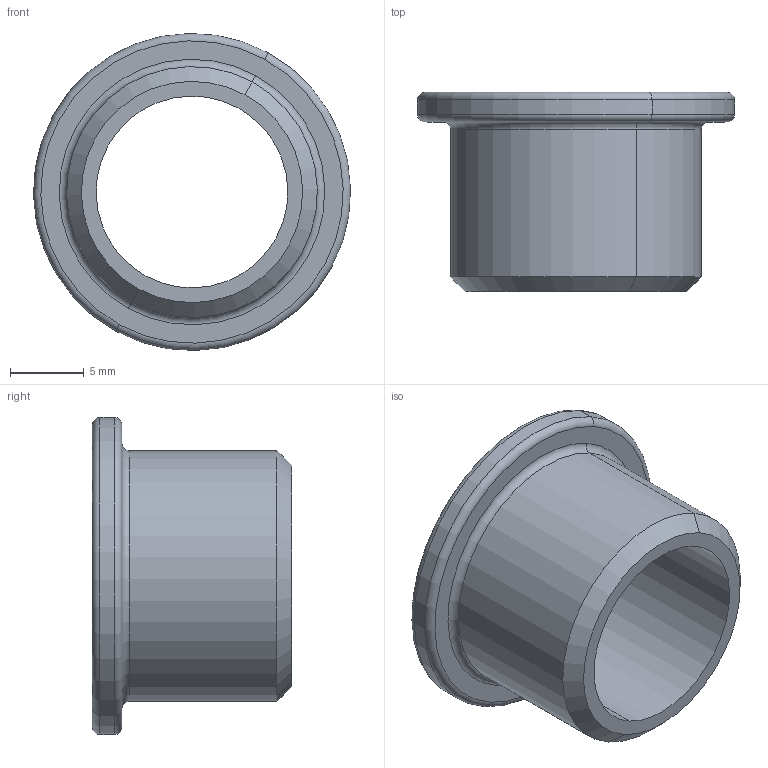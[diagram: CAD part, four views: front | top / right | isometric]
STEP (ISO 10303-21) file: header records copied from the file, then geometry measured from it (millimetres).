
FILE_DESCRIPTION(('CATIA V5 STEP Exchange'),'2;1');
FILE_NAME('Entretoise.stp','2020-05-02T19:31:44+00:00',('none'),('none'),'CATIA Version 5 Release 21 SP 1 (IN-10)','CATIA V5 STEP AP203','none');
FILE_SCHEMA(('CONFIG_CONTROL_DESIGN'));
Length unit declared in the file: millimetre
Products named in the file (1): Part1
Bounding box: 21.49 x 13.5 x 21.49 mm (x, y, z)
Volume: 1493.1 mm3; surface area: 1665.5 mm2
Topology: 1 solids, 1 shells, 19 faces, 38 edges, 22 vertices
Faces by surface type: cylinder 6, torus 6, cone 4, plane 3
Entity records: 478 total; most frequent: ORIENTED_EDGE 76, CARTESIAN_POINT 72, DIRECTION 60, AXIS2_PLACEMENT_3D 40, EDGE_CURVE 38, CIRCLE 28, EDGE_LOOP 22, VERTEX_POINT 22
